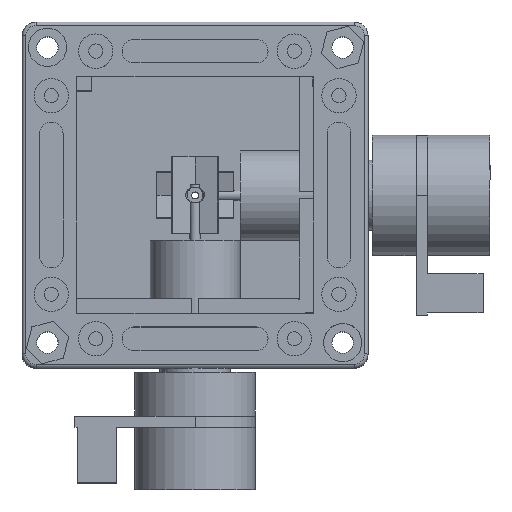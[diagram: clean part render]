
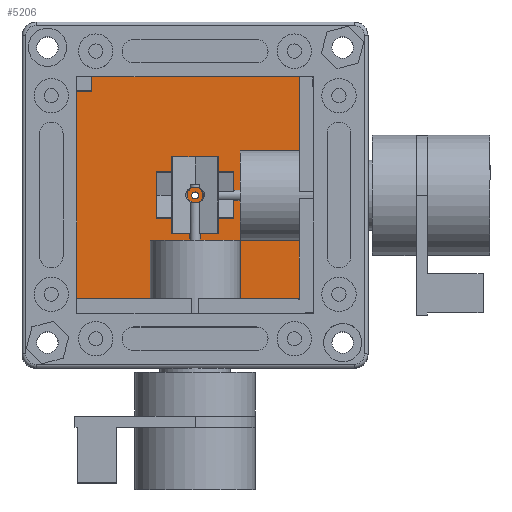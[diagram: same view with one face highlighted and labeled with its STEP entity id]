
A CAD part, top view. The second image highlights one B-rep face of the part: STEP entity #5206.
In plain terms, the highlighted face is planar.
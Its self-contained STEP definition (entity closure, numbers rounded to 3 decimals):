
#94=FACE_BOUND('',#2048,.T.);
#245=CIRCLE('',#5773,0.5);
#624=LINE('',#8629,#1140);
#632=LINE('',#8648,#1148);
#633=LINE('',#8650,#1149);
#634=LINE('',#8652,#1150);
#635=LINE('',#8653,#1151);
#636=LINE('',#8654,#1152);
#1140=VECTOR('',#7038,10.);
#1148=VECTOR('',#7050,10.);
#1149=VECTOR('',#7051,10.);
#1150=VECTOR('',#7052,10.);
#1151=VECTOR('',#7053,10.);
#1152=VECTOR('',#7054,10.);
#1441=PLANE('',#5772);
#1717=FACE_OUTER_BOUND('',#2047,.T.);
#2047=EDGE_LOOP('',(#4503,#4504,#4505,#4506,#4507,#4508));
#2048=EDGE_LOOP('',(#4509));
#2546=VERTEX_POINT('',#8626);
#2547=VERTEX_POINT('',#8628);
#2555=VERTEX_POINT('',#8646);
#2556=VERTEX_POINT('',#8647);
#2557=VERTEX_POINT('',#8649);
#2558=VERTEX_POINT('',#8651);
#2559=VERTEX_POINT('',#8655);
#3218=EDGE_CURVE('',#2546,#2547,#624,.T.);
#3227=EDGE_CURVE('',#2555,#2556,#632,.T.);
#3228=EDGE_CURVE('',#2557,#2555,#633,.T.);
#3229=EDGE_CURVE('',#2558,#2557,#634,.T.);
#3230=EDGE_CURVE('',#2547,#2558,#635,.T.);
#3231=EDGE_CURVE('',#2556,#2546,#636,.T.);
#3232=EDGE_CURVE('',#2559,#2559,#245,.T.);
#4503=ORIENTED_EDGE('',*,*,#3227,.F.);
#4504=ORIENTED_EDGE('',*,*,#3228,.F.);
#4505=ORIENTED_EDGE('',*,*,#3229,.F.);
#4506=ORIENTED_EDGE('',*,*,#3230,.F.);
#4507=ORIENTED_EDGE('',*,*,#3218,.F.);
#4508=ORIENTED_EDGE('',*,*,#3231,.F.);
#4509=ORIENTED_EDGE('',*,*,#3232,.F.);
#5206=ADVANCED_FACE('',(#1717,#94),#1441,.F.);
#5772=AXIS2_PLACEMENT_3D('',#8645,#7048,#7049);
#5773=AXIS2_PLACEMENT_3D('',#8656,#7055,#7056);
#7038=DIRECTION('',(-1.,0.,0.));
#7048=DIRECTION('center_axis',(0.,0.,1.));
#7049=DIRECTION('ref_axis',(1.,0.,0.));
#7050=DIRECTION('',(1.,0.,0.));
#7051=DIRECTION('',(0.,1.,0.));
#7052=DIRECTION('',(1.,0.,0.));
#7053=DIRECTION('',(0.,-1.,0.));
#7054=DIRECTION('',(0.,1.,0.));
#7055=DIRECTION('center_axis',(0.,0.,-1.));
#7056=DIRECTION('ref_axis',(1.,0.,0.));
#8626=CARTESIAN_POINT('',(24.9,15.001,2.));
#8628=CARTESIAN_POINT('',(-14.96,15.001,2.));
#8629=CARTESIAN_POINT('',(-14.96,15.001,2.));
#8645=CARTESIAN_POINT('Origin',(4.97,-4.95,2.));
#8646=CARTESIAN_POINT('',(15.001,-14.96,2.));
#8647=CARTESIAN_POINT('',(24.9,-14.96,2.));
#8648=CARTESIAN_POINT('',(24.9,-14.96,2.));
#8649=CARTESIAN_POINT('',(15.001,-24.9,2.));
#8650=CARTESIAN_POINT('',(15.001,-14.96,2.));
#8651=CARTESIAN_POINT('',(-14.96,-24.9,2.));
#8652=CARTESIAN_POINT('',(-5.915,-24.9,2.));
#8653=CARTESIAN_POINT('',(-14.96,-24.9,2.));
#8654=CARTESIAN_POINT('',(24.9,-10.875,2.));
#8655=CARTESIAN_POINT('',(-0.5,0.,2.));
#8656=CARTESIAN_POINT('Origin',(0.,0.,
2.));
